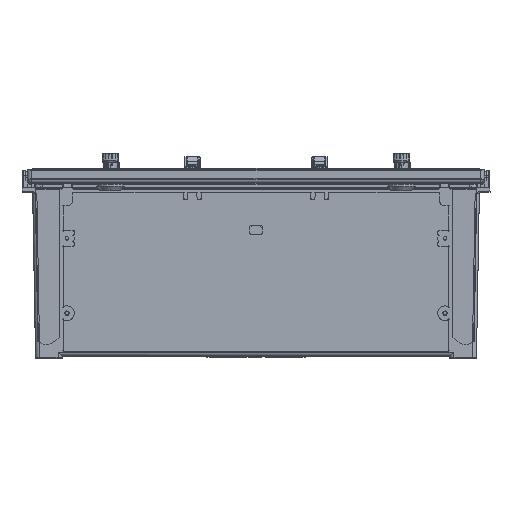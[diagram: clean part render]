
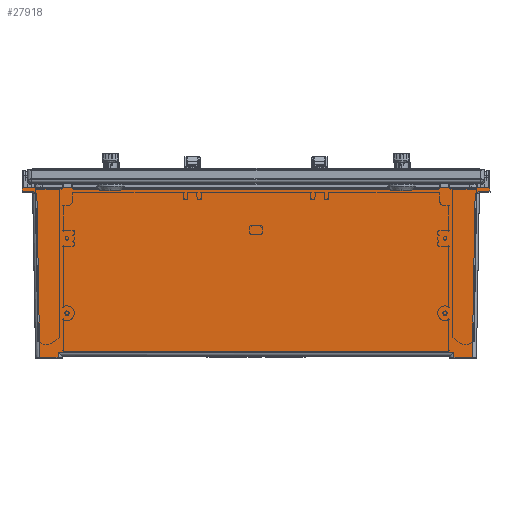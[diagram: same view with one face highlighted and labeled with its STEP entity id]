
A CAD part, top view. The second image highlights one B-rep face of the part: STEP entity #27918.
In plain terms, the highlighted planar face has unit normal (0, -0.009, 1).
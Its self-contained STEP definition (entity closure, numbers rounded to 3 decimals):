
#1028=DIRECTION('',(1.,0.,0.));
#1029=VECTOR('',#1028,19.537);
#1030=CARTESIAN_POINT('',(211.503,-1.008,198.42));
#1031=LINE('',#1030,#1029);
#1057=CARTESIAN_POINT('',(211.449,4.461,198.468));
#1059=DIRECTION('',(1.,0.,0.));
#1060=VECTOR('',#1059,422.894);
#1061=CARTESIAN_POINT('',(-211.445,4.456,198.468));
#1062=LINE('',#1061,#1060);
#1067=DIRECTION('',(-0.017,1.,0.009));
#1068=VECTOR('',#1067,175.059);
#1069=CARTESIAN_POINT('',(-231.04,-1.008,
198.42));
#1070=LINE('',#1069,#1068);
#1071=CARTESIAN_POINT('',(-249.984,176.,199.972));
#1072=CARTESIAN_POINT('',(-249.961,177.333,199.984));
#1073=CARTESIAN_POINT('',(-249.967,178.667,199.981));
#1074=CARTESIAN_POINT('',(-249.944,180.,199.992));
#1076=DIRECTION('',(-0.017,-1.,-0.009));
#1077=VECTOR('',#1076,175.058);
#1078=CARTESIAN_POINT('',(234.095,174.017,199.948));
#1079=LINE('',#1078,#1077);
#1080=DIRECTION('',(-0.01,1.,0.009));
#1081=VECTOR('',#1080,5.469);
#1082=CARTESIAN_POINT('',(211.503,-1.008,198.42));
#1083=LINE('',#1082,#1081);
#1093=DIRECTION('',(1.,0.,0.));
#1094=VECTOR('',#1093,19.534);
#1095=CARTESIAN_POINT('',(-231.04,-1.008,
198.42));
#1096=LINE('',#1095,#1094);
#1219=DIRECTION('',(0.011,1.,0.009));
#1220=VECTOR('',#1219,5.464);
#1221=CARTESIAN_POINT('',(-211.507,-1.007,
198.42));
#1222=LINE('',#1221,#1220);
#1946=CARTESIAN_POINT('',(234.095,174.017,199.948));
#1947=CARTESIAN_POINT('',(234.405,174.224,199.95));
#1948=CARTESIAN_POINT('',(235.,174.619,199.953));
#1949=CARTESIAN_POINT('',(235.841,175.123,199.957));
#1950=CARTESIAN_POINT('',(236.644,175.521,199.961));
#1951=CARTESIAN_POINT('',(237.404,175.802,199.963));
#1952=CARTESIAN_POINT('',(238.124,175.966,199.964));
#1953=CARTESIAN_POINT('',(238.559,176.,199.966));
#1954=CARTESIAN_POINT('',(238.769,176.,199.966));
#1997=DIRECTION('',(1.,0.,0.001));
#1998=VECTOR('',#1997,11.216);
#1999=CARTESIAN_POINT('',(238.769,176.,199.966));
#2000=LINE('',#1999,#1998);
#2043=CARTESIAN_POINT('',(249.984,176.,199.972));
#2044=CARTESIAN_POINT('',(249.961,177.333,199.984));
#2045=CARTESIAN_POINT('',(249.967,178.667,199.981));
#2046=CARTESIAN_POINT('',(249.944,180.,199.992));
#2952=DIRECTION('',(-1.,0.,0.));
#2953=VECTOR('',#2952,499.888);
#2954=CARTESIAN_POINT('',(249.944,180.,199.992));
#2955=LINE('',#2954,#2953);
#19963=DIRECTION('',(1.,0.,-0.001));
#19964=VECTOR('',#19963,11.216);
#19965=CARTESIAN_POINT('',(-249.984,176.,
199.972));
#19966=LINE('',#19965,#19964);
#20212=CARTESIAN_POINT('',(-238.769,176.,
199.966));
#20213=CARTESIAN_POINT('',(-238.559,176.,
199.966));
#20214=CARTESIAN_POINT('',(-238.124,175.966,
199.964));
#20215=CARTESIAN_POINT('',(-237.404,175.802,
199.963));
#20216=CARTESIAN_POINT('',(-236.644,175.522,
199.961));
#20217=CARTESIAN_POINT('',(-235.841,175.123,
199.957));
#20218=CARTESIAN_POINT('',(-235.001,174.619,
199.953));
#20219=CARTESIAN_POINT('',(-234.406,174.224,
199.95));
#20220=CARTESIAN_POINT('',(-234.095,174.017,
199.948));
#23230=CARTESIAN_POINT('',(231.04,-1.008,
198.42));
#23231=VERTEX_POINT('',#23230);
#23232=CARTESIAN_POINT('',(211.518,-1.008,
198.42));
#23233=VERTEX_POINT('',#23232);
#23234=VERTEX_POINT('',#1057);
#23235=CARTESIAN_POINT('',(-211.445,4.456,
198.468));
#23236=VERTEX_POINT('',#23235);
#23237=CARTESIAN_POINT('',(-231.04,-1.008,
198.42));
#23238=CARTESIAN_POINT('',(-211.507,-1.007,
198.42));
#23239=VERTEX_POINT('',#23237);
#23240=VERTEX_POINT('',#23238);
#23241=CARTESIAN_POINT('',(-234.095,174.017,
199.948));
#23242=VERTEX_POINT('',#23241);
#23243=VERTEX_POINT('',#20212);
#23244=CARTESIAN_POINT('',(-249.984,176.,
199.972));
#23245=VERTEX_POINT('',#23244);
#23246=VERTEX_POINT('',#1074);
#23247=CARTESIAN_POINT('',(249.944,180.,199.992));
#23248=VERTEX_POINT('',#23247);
#23249=VERTEX_POINT('',#2043);
#23250=CARTESIAN_POINT('',(238.769,176.,199.966));
#23251=VERTEX_POINT('',#23250);
#23252=VERTEX_POINT('',#1946);
#27886=CARTESIAN_POINT('',(300.,0.,198.429));
#27887=DIRECTION('',(0.,0.009,-1.));
#27888=DIRECTION('',(0.,1.,0.009));
#27889=AXIS2_PLACEMENT_3D('',#27886,#27887,#27888);
#27890=PLANE('',#27889);
#27892=ORIENTED_EDGE('',*,*,#27891,.F.);
#27894=ORIENTED_EDGE('',*,*,#27893,.T.);
#27896=ORIENTED_EDGE('',*,*,#27895,.F.);
#27898=ORIENTED_EDGE('',*,*,#27897,.F.);
#27900=ORIENTED_EDGE('',*,*,#27899,.T.);
#27902=ORIENTED_EDGE('',*,*,#27901,.F.);
#27904=ORIENTED_EDGE('',*,*,#27903,.F.);
#27906=ORIENTED_EDGE('',*,*,#27905,.F.);
#27908=ORIENTED_EDGE('',*,*,#27907,.F.);
#27910=ORIENTED_EDGE('',*,*,#27909,.T.);
#27911=ORIENTED_EDGE('',*,*,#27839,.F.);
#27912=ORIENTED_EDGE('',*,*,#27867,.T.);
#27913=ORIENTED_EDGE('',*,*,#27877,.F.);
#27915=ORIENTED_EDGE('',*,*,#27914,.F.);
#27916=EDGE_LOOP('',(#27892,#27894,#27896,#27898,#27900,#27902,#27904,#27906,
#27908,#27910,#27911,#27912,#27913,#27915));
#27917=FACE_OUTER_BOUND('',#27916,.F.);
#27918=ADVANCED_FACE('',(#27917),#27890,.F.);
#1075=B_SPLINE_CURVE_WITH_KNOTS('',3,(#1071,#1072,#1073,#1074),.UNSPECIFIED.,
.F.,.F.,(4,4),(0.,1.),.UNSPECIFIED.);
#1955=B_SPLINE_CURVE_WITH_KNOTS('',3,(#1946,#1947,#1948,#1949,#1950,#1951,#1952,
#1953,#1954),.UNSPECIFIED.,.F.,.F.,(4,1,1,1,1,1,4),(0.,0.167,
0.333,0.5,0.667,0.833,1.),
.UNSPECIFIED.);
#2047=B_SPLINE_CURVE_WITH_KNOTS('',3,(#2043,#2044,#2045,#2046),.UNSPECIFIED.,
.F.,.F.,(4,4),(0.,1.),.UNSPECIFIED.);
#20221=B_SPLINE_CURVE_WITH_KNOTS('',3,(#20212,#20213,#20214,#20215,#20216,
#20217,#20218,#20219,#20220),.UNSPECIFIED.,.F.,.F.,(4,1,1,1,1,1,4),(0.,
0.167,0.333,0.5,0.667,0.833,
1.),.UNSPECIFIED.);
#27839=EDGE_CURVE('',#23233,#23231,#1031,.T.);
#27867=EDGE_CURVE('',#23233,#23234,#1083,.T.);
#27877=EDGE_CURVE('',#23236,#23234,#1062,.T.);
#27891=EDGE_CURVE('',#23239,#23240,#1096,.T.);
#27893=EDGE_CURVE('',#23239,#23242,#1070,.T.);
#27895=EDGE_CURVE('',#23243,#23242,#20221,.T.);
#27897=EDGE_CURVE('',#23245,#23243,#19966,.T.);
#27899=EDGE_CURVE('',#23245,#23246,#1075,.T.);
#27901=EDGE_CURVE('',#23248,#23246,#2955,.T.);
#27903=EDGE_CURVE('',#23249,#23248,#2047,.T.);
#27905=EDGE_CURVE('',#23251,#23249,#2000,.T.);
#27907=EDGE_CURVE('',#23252,#23251,#1955,.T.);
#27909=EDGE_CURVE('',#23252,#23231,#1079,.T.);
#27914=EDGE_CURVE('',#23240,#23236,#1222,.T.);
